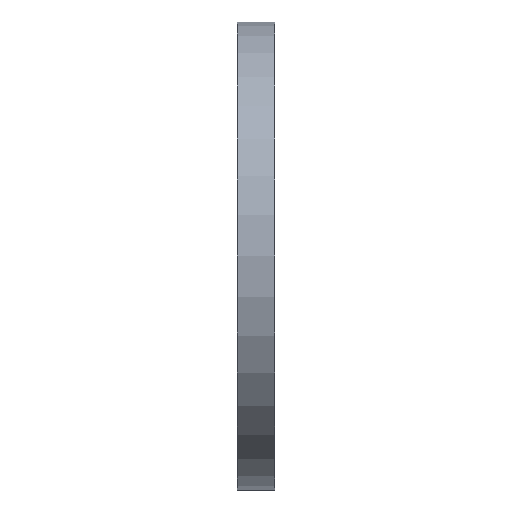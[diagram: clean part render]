
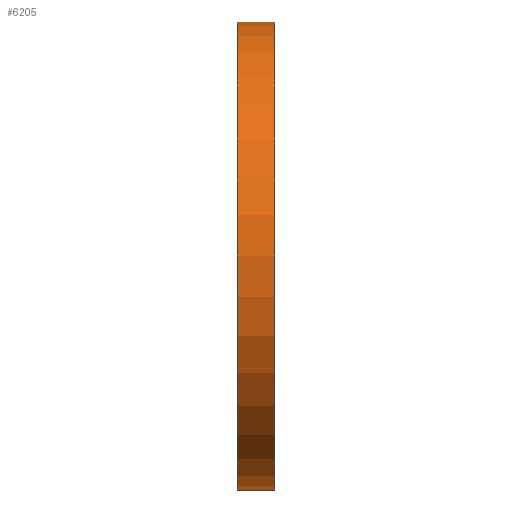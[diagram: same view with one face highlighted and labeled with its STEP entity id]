
A CAD part, left-side view. The second image highlights one B-rep face of the part: STEP entity #6205.
In plain terms, the highlighted cylindrical face has radius 50 mm (diameter 100 mm), a partial arc.
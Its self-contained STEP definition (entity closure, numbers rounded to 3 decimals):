
#518 = ORIENTED_EDGE ( 'NONE', *, *, #3344, .T. ) ;
#850 = VERTEX_POINT ( 'NONE', #6715 ) ;
#977 = EDGE_CURVE ( 'NONE', #1674, #850, #5315, .T. ) ;
#979 = ORIENTED_EDGE ( 'NONE', *, *, #7718, .T. ) ;
#1176 = DIRECTION ( 'NONE',  ( 0., 0., 1. ) ) ;
#1227 = LINE ( 'NONE', #12004, #7116 ) ;
#1674 = VERTEX_POINT ( 'NONE', #8065 ) ;
#2234 = CARTESIAN_POINT ( 'NONE',  ( 0., 0., -50. ) ) ;
#2754 = CARTESIAN_POINT ( 'NONE',  ( 0., 8., 50. ) ) ;
#3144 = VERTEX_POINT ( 'NONE', #7919 ) ;
#3245 = DIRECTION ( 'NONE',  ( 0., 1., 0. ) ) ;
#3344 = EDGE_CURVE ( 'NONE', #12461, #850, #9560, .T. ) ;
#3467 = FACE_OUTER_BOUND ( 'NONE', #4057, .T. ) ;
#4057 = EDGE_LOOP ( 'NONE', ( #12419, #8848, #979, #518 ) ) ;
#5077 = EDGE_CURVE ( 'NONE', #3144, #1674, #9702, .T. ) ;
#5297 = DIRECTION ( 'NONE',  ( 0., 0., 1. ) ) ;
#5315 = LINE ( 'NONE', #2754, #7050 ) ;
#6169 = CYLINDRICAL_SURFACE ( 'NONE', #10916, 50. ) ;
#6205 = ADVANCED_FACE ( 'NONE', ( #3467 ), #6169, .T. ) ;
#6715 = CARTESIAN_POINT ( 'NONE',  ( 0., 0., 50. ) ) ;
#7050 = VECTOR ( 'NONE', #9875, 1000. ) ;
#7116 = VECTOR ( 'NONE', #10160, 1000. ) ;
#7266 = CARTESIAN_POINT ( 'NONE',  ( 0., 8., 0. ) ) ;
#7718 = EDGE_CURVE ( 'NONE', #3144, #12461, #1227, .T. ) ;
#7919 = CARTESIAN_POINT ( 'NONE',  ( 0., 8., -50. ) ) ;
#8065 = CARTESIAN_POINT ( 'NONE',  ( 0., 8., 50. ) ) ;
#8848 = ORIENTED_EDGE ( 'NONE', *, *, #5077, .F. ) ;
#9266 = DIRECTION ( 'NONE',  ( 0., 1., 0. ) ) ;
#9298 = AXIS2_PLACEMENT_3D ( 'NONE', #7266, #9266, #1176 ) ;
#9560 = CIRCLE ( 'NONE', #12593, 50. ) ;
#9702 = CIRCLE ( 'NONE', #9298, 50. ) ;
#9875 = DIRECTION ( 'NONE',  ( 0., -1., 0. ) ) ;
#10160 = DIRECTION ( 'NONE',  ( 0., -1., 0. ) ) ;
#10226 = DIRECTION ( 'NONE',  ( 0., 0., -1. ) ) ;
#10916 = AXIS2_PLACEMENT_3D ( 'NONE', #12127, #11153, #10226 ) ;
#11153 = DIRECTION ( 'NONE',  ( 0., -1., 0. ) ) ;
#12004 = CARTESIAN_POINT ( 'NONE',  ( 0., 8., -50. ) ) ;
#12127 = CARTESIAN_POINT ( 'NONE',  ( 0., 8., 0. ) ) ;
#12419 = ORIENTED_EDGE ( 'NONE', *, *, #977, .F. ) ;
#12461 = VERTEX_POINT ( 'NONE', #2234 ) ;
#12593 = AXIS2_PLACEMENT_3D ( 'NONE', #12683, #3245, #5297 ) ;
#12683 = CARTESIAN_POINT ( 'NONE',  ( 0., 0., 0. ) ) ;
